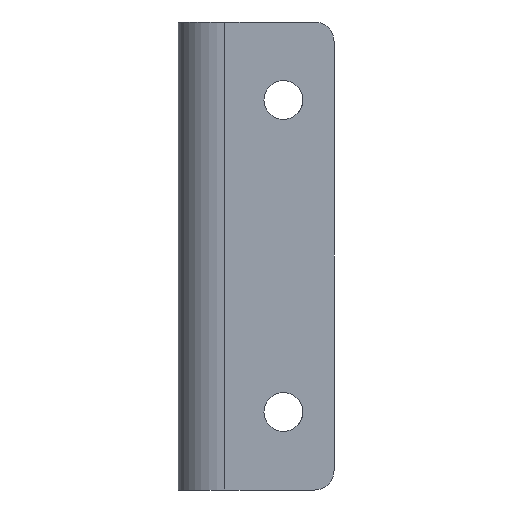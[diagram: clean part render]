
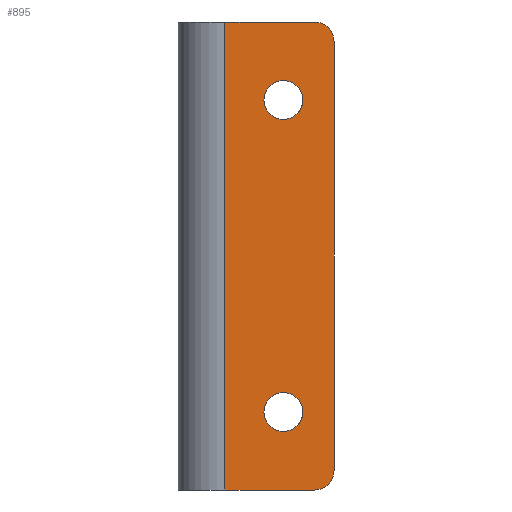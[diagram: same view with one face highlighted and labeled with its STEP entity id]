
A CAD part, left-side view. The second image highlights one B-rep face of the part: STEP entity #895.
In plain terms, the highlighted planar face has unit normal (-1, 0, 0).
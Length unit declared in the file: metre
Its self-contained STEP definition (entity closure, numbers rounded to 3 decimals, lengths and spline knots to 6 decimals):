
#8 = CARTESIAN_POINT('NONE', (-0.000351, -0.00025, 0.006));
#9 = VERTEX_POINT('NONE', #8);
#10 = CARTESIAN_POINT('NONE', (-0.000351, -0.00025, -0));
#11 = VERTEX_POINT('NONE', #10);
#36 = CARTESIAN_POINT('NONE', (-0.000351, -0.001649, 0.00025));
#37 = VERTEX_POINT('NONE', #36);
#42 = CARTESIAN_POINT('NONE', (-0.000351, -0.001399, 0.));
#43 = VERTEX_POINT('NONE', #42);
#44 = CARTESIAN_POINT('NONE', (-0.000351, -0.001649, 0.00575));
#45 = VERTEX_POINT('NONE', #44);
#50 = CARTESIAN_POINT('NONE', (-0.000351, -0.001399, 0.006));
#51 = VERTEX_POINT('NONE', #50);
#68 = CARTESIAN_POINT('NONE', (-0.000351, -0.001, 0.00125));
#69 = VERTEX_POINT('NONE', #68);
#72 = CARTESIAN_POINT('NONE', (-0.000351, -0.001, 0.00525));
#73 = VERTEX_POINT('NONE', #72);
#85 = DIRECTION('NONE', (0, 0, -1));
#86 = VECTOR('NONE', #85, 1);
#87 = CARTESIAN_POINT('NONE', (-0.000351, -0.00025, 0.006));
#88 = LINE('NONE', #87, #86);
#185 = DIRECTION('NONE', (0, 0, -1));
#186 = DIRECTION('NONE', (-1, 0, -0));
#187 = CARTESIAN_POINT('NONE', (-0.000351, -0.001399, 0.00025));
#188 = AXIS2_PLACEMENT_3D('NONE', #187, #186, #185);
#189 = CIRCLE('NONE', #188, 0.00025);
#190 = DIRECTION('NONE', (0, -1, 0));
#191 = VECTOR('NONE', #190, 1);
#192 = CARTESIAN_POINT('NONE', (-0.000351, -0.00025, -0));
#193 = LINE('NONE', #192, #191);
#211 = DIRECTION('NONE', (0, 0., 1));
#212 = DIRECTION('NONE', (1, 0, -0));
#213 = CARTESIAN_POINT('NONE', (-0.000351, -0.001399, 0.00575));
#214 = AXIS2_PLACEMENT_3D('NONE', #213, #212, #211);
#215 = CIRCLE('NONE', #214, 0.00025);
#220 = DIRECTION('NONE', (0., 0., -1));
#221 = VECTOR('NONE', #220, 1);
#222 = CARTESIAN_POINT('NONE', (-0.000351, -0.001649, 0.00575));
#223 = LINE('NONE', #222, #221);
#224 = DIRECTION('NONE', (0, -1, 0));
#225 = VECTOR('NONE', #224, 1);
#226 = CARTESIAN_POINT('NONE', (-0.000351, -0.00025, 0.006));
#227 = LINE('NONE', #226, #225);
#602 = DIRECTION('NONE', (0, 0, 1));
#603 = DIRECTION('NONE', (-1, 0, 0));
#604 = CARTESIAN_POINT('NONE', (-0.000351, -0.001, 0.001));
#605 = AXIS2_PLACEMENT_3D('NONE', #604, #603, #602);
#606 = CIRCLE('NONE', #605, 0.00025);
#681 = DIRECTION('NONE', (0, 0, 1));
#682 = DIRECTION('NONE', (-1, 0, 0));
#683 = CARTESIAN_POINT('NONE', (-0.000351, -0.001, 0.005));
#684 = AXIS2_PLACEMENT_3D('NONE', #683, #682, #681);
#685 = CIRCLE('NONE', #684, 0.00025);
#688 = EDGE_CURVE('NONE', #9, #11, #88, .T.);
#711 = EDGE_CURVE('NONE', #43, #37, #189, .T.);
#712 = EDGE_CURVE('NONE', #11, #43, #193, .T.);
#717 = EDGE_CURVE('NONE', #51, #45, #215, .T.);
#719 = EDGE_CURVE('NONE', #45, #37, #223, .T.);
#720 = EDGE_CURVE('NONE', #9, #51, #227, .T.);
#736 = EDGE_CURVE('NONE', #69, #69, #606, .T.);
#739 = EDGE_CURVE('NONE', #73, #73, #685, .T.);
#752 = CARTESIAN_POINT('NONE', (-0.000351, -0.000649, 0.003));
#753 = DIRECTION('NONE', (-1, -0, 0));
#754 = AXIS2_PLACEMENT_3D('NONE', #752, #753, $);
#755 = PLANE('NONE', #754);
#881 = ORIENTED_EDGE('NONE', *, *, #712, .T.);
#882 = ORIENTED_EDGE('NONE', *, *, #711, .T.);
#883 = ORIENTED_EDGE('NONE', *, *, #719, .F.);
#884 = ORIENTED_EDGE('NONE', *, *, #717, .F.);
#885 = ORIENTED_EDGE('NONE', *, *, #720, .F.);
#886 = ORIENTED_EDGE('NONE', *, *, #688, .T.);
#887 = ORIENTED_EDGE('NONE', *, *, #736, .F.);
#888 = ORIENTED_EDGE('NONE', *, *, #739, .F.);
#889 = EDGE_LOOP('NONE', (#881, #882, #883, #884, #885, #886));
#890 = FACE_BOUND('NONE', #889, .T.);
#891 = EDGE_LOOP('NONE', (#887));
#892 = FACE_BOUND('NONE', #891, .T.);
#893 = EDGE_LOOP('NONE', (#888));
#894 = FACE_BOUND('NONE', #893, .T.);
#895 = ADVANCED_FACE('NONE', (#890, #892, #894), #755, .T.);
